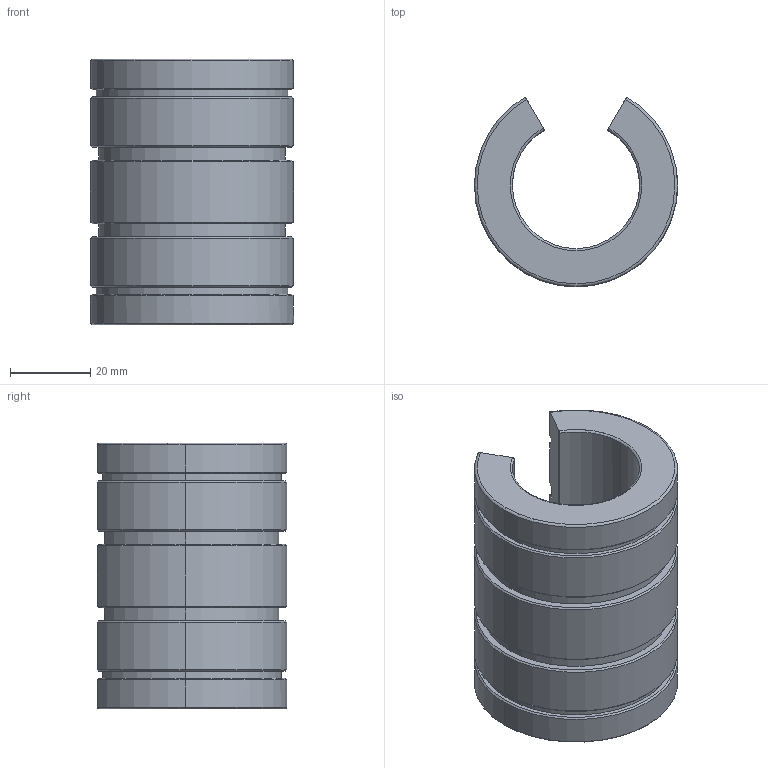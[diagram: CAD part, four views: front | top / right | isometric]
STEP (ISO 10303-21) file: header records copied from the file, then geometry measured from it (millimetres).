
FILE_DESCRIPTION (( 'STEP AP203' ), '1' );
FILE_NAME ('FLCN20.step', '2023-06-07T12:25:38', ( '' ), ( '' ), 'SwSTEP 2.0', 'SolidWorks 2021', '' );
FILE_SCHEMA (( 'CONFIG_CONTROL_DESIGN' ));
Length unit declared in the file: inch
Products named in the file (1): FLCN20
Bounding box: 50.78 x 47.38 x 66.48 mm (x, y, z)
Volume: 65610.2 mm3; surface area: 30492.6 mm2
Topology: 2 solids, 2 shells, 82 faces, 231 edges, 149 vertices
Faces by surface type: cylinder 40, cone 24, plane 14, torus 4
Entity records: 3006 total; most frequent: CARTESIAN_POINT 795, ORIENTED_EDGE 462, DIRECTION 453, EDGE_CURVE 231, AXIS2_PLACEMENT_3D 181, VERTEX_POINT 149, CIRCLE 98, VECTOR 91
